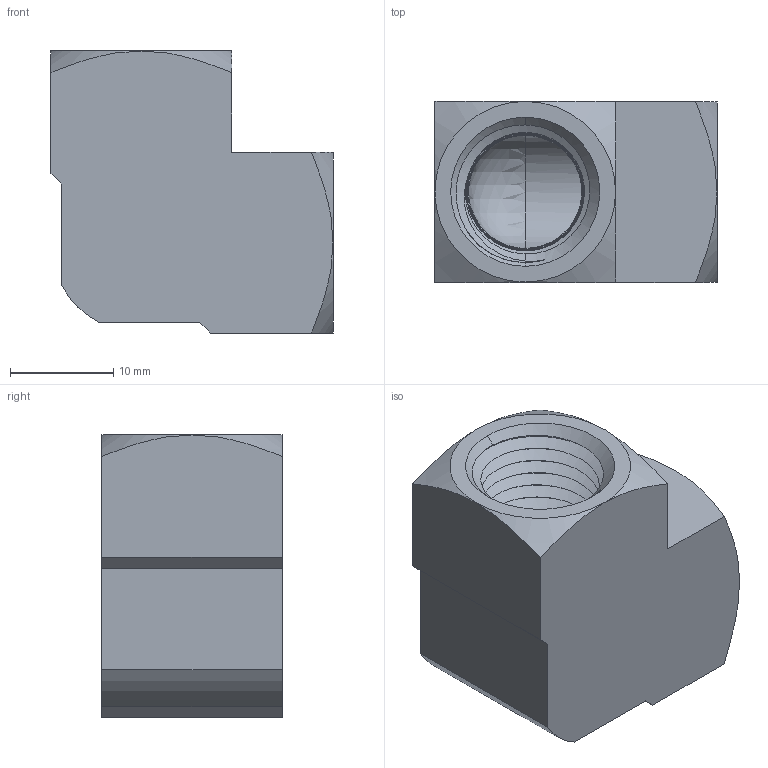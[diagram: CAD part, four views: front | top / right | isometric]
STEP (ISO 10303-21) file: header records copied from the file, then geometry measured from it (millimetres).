
FILE_DESCRIPTION(/* description */ (''),/* implementation_level */ '2;1');
FILE_NAME(/* name */ '100-N2.stp',/* time_stamp */ '2024-01-23T09:44:12-05:00',/* author */ ('esanner'),/* organization */ (''),/* preprocessor_version */ 'ST-DEVELOPER v19',/* originating_system */ 'AutoCAD Mechanical',/* authorisation */ '');
FILE_SCHEMA (('AUTOMOTIVE_DESIGN { 1 0 10303 214 3 1 1 }'));
Length unit declared in the file: millimetre
Products named in the file (2): Product; 100-N2
Assembly tree (1 placements, depth 2):
  Product
    100-N2
Bounding box: 27.27 x 17.46 x 27.27 mm (x, y, z)
Volume: 6498.5 mm3; surface area: 4730.5 mm2
Topology: 1 solids, 1 shells, 74 faces, 204 edges, 130 vertices
Faces by surface type: cone 46, plane 16, cylinder 7, bspline 4, sphere 1
Entity records: 9490 total; most frequent: CARTESIAN_POINT 7775, ORIENTED_EDGE 404, DIRECTION 279, EDGE_CURVE 202, VERTEX_POINT 130, AXIS2_PLACEMENT_3D 104, B_SPLINE_CURVE_WITH_KNOTS 84, EDGE_LOOP 76
